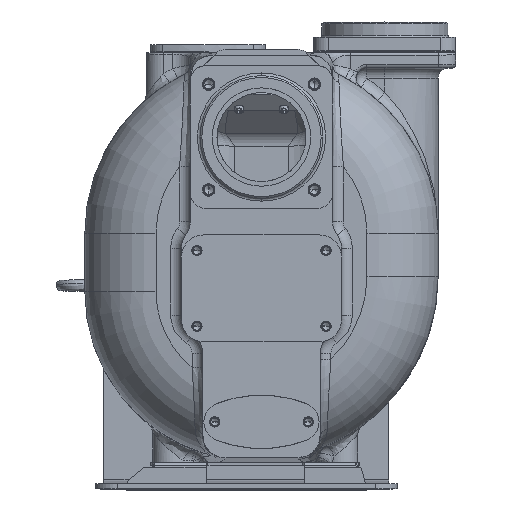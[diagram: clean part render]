
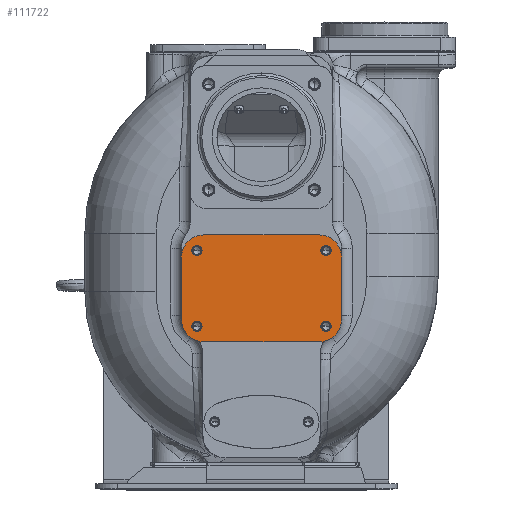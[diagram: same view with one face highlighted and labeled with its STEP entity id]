
A CAD part, top view. The second image highlights one B-rep face of the part: STEP entity #111722.
In plain terms, the highlighted planar face has unit normal (0, 0, 1).
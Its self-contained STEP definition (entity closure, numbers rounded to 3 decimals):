
#28363=CARTESIAN_POINT('',(82.,230.,205.));
#28364=DIRECTION('',(0.,0.,-1.));
#28365=DIRECTION('',(0.,1.,0.));
#28366=AXIS2_PLACEMENT_3D('',#28363,#28364,#28365);
#28368=DIRECTION('',(0.,-1.,0.));
#28369=VECTOR('',#28368,70.);
#28370=CARTESIAN_POINT('',(107.,230.,205.));
#28371=LINE('',#28370,#28369);
#28372=CARTESIAN_POINT('',(82.,160.,205.));
#28373=DIRECTION('',(0.,0.,-1.));
#28374=DIRECTION('',(1.,0.,0.));
#28375=AXIS2_PLACEMENT_3D('',#28372,#28373,#28374);
#28377=DIRECTION('',(-1.,0.,0.));
#28378=VECTOR('',#28377,130.);
#28379=CARTESIAN_POINT('',(82.,135.,205.));
#28380=LINE('',#28379,#28378);
#28381=CARTESIAN_POINT('',(-48.,160.,205.));
#28382=DIRECTION('',(0.,0.,-1.));
#28383=DIRECTION('',(0.,-1.,0.));
#28384=AXIS2_PLACEMENT_3D('',#28381,#28382,#28383);
#28386=DIRECTION('',(0.,1.,0.));
#28387=VECTOR('',#28386,70.);
#28388=CARTESIAN_POINT('',(-73.,160.,205.));
#28389=LINE('',#28388,#28387);
#28390=CARTESIAN_POINT('',(-48.,230.,205.));
#28391=DIRECTION('',(0.,0.,-1.));
#28392=DIRECTION('',(-1.,0.,0.));
#28393=AXIS2_PLACEMENT_3D('',#28390,#28391,#28392);
#28395=DIRECTION('',(1.,0.,0.));
#28396=VECTOR('',#28395,130.);
#28397=CARTESIAN_POINT('',(-48.,255.,205.));
#28398=LINE('',#28397,#28396);
#28399=CARTESIAN_POINT('',(-55.5,237.5,205.));
#28400=DIRECTION('',(0.,0.,1.));
#28401=DIRECTION('',(-1.,0.,0.));
#28402=AXIS2_PLACEMENT_3D('',#28399,#28400,#28401);
#28404=CARTESIAN_POINT('',(-55.5,237.5,205.));
#28405=DIRECTION('',(0.,0.,1.));
#28406=DIRECTION('',(1.,0.,0.));
#28407=AXIS2_PLACEMENT_3D('',#28404,#28405,#28406);
#28409=CARTESIAN_POINT('',(-55.5,152.5,205.));
#28410=DIRECTION('',(0.,0.,1.));
#28411=DIRECTION('',(-1.,0.,0.));
#28412=AXIS2_PLACEMENT_3D('',#28409,#28410,#28411);
#28414=CARTESIAN_POINT('',(-55.5,152.5,205.));
#28415=DIRECTION('',(0.,0.,1.));
#28416=DIRECTION('',(1.,0.,0.));
#28417=AXIS2_PLACEMENT_3D('',#28414,#28415,#28416);
#28419=CARTESIAN_POINT('',(89.5,237.5,205.));
#28420=DIRECTION('',(0.,0.,1.));
#28421=DIRECTION('',(-1.,0.,0.));
#28422=AXIS2_PLACEMENT_3D('',#28419,#28420,#28421);
#28424=CARTESIAN_POINT('',(89.5,237.5,205.));
#28425=DIRECTION('',(0.,0.,1.));
#28426=DIRECTION('',(1.,0.,0.));
#28427=AXIS2_PLACEMENT_3D('',#28424,#28425,#28426);
#28429=CARTESIAN_POINT('',(89.5,152.5,205.));
#28430=DIRECTION('',(0.,0.,1.));
#28431=DIRECTION('',(-1.,0.,0.));
#28432=AXIS2_PLACEMENT_3D('',#28429,#28430,#28431);
#28434=CARTESIAN_POINT('',(89.5,152.5,205.));
#28435=DIRECTION('',(0.,0.,1.));
#28436=DIRECTION('',(1.,0.,0.));
#28437=AXIS2_PLACEMENT_3D('',#28434,#28435,#28436);
#73704=CARTESIAN_POINT('',(-61.25,237.5,205.));
#73705=CARTESIAN_POINT('',(-49.75,237.5,205.));
#73706=VERTEX_POINT('',#73704);
#73707=VERTEX_POINT('',#73705);
#73708=CARTESIAN_POINT('',(-61.25,152.5,205.));
#73709=CARTESIAN_POINT('',(-49.75,152.5,205.));
#73710=VERTEX_POINT('',#73708);
#73711=VERTEX_POINT('',#73709);
#73712=CARTESIAN_POINT('',(83.75,237.5,205.));
#73713=CARTESIAN_POINT('',(95.25,237.5,205.));
#73714=VERTEX_POINT('',#73712);
#73715=VERTEX_POINT('',#73713);
#73716=CARTESIAN_POINT('',(83.75,152.5,205.));
#73717=CARTESIAN_POINT('',(95.25,152.5,205.));
#73718=VERTEX_POINT('',#73716);
#73719=VERTEX_POINT('',#73717);
#73720=CARTESIAN_POINT('',(82.,255.,205.));
#73721=CARTESIAN_POINT('',(107.,230.,205.));
#73722=VERTEX_POINT('',#73720);
#73723=VERTEX_POINT('',#73721);
#73724=CARTESIAN_POINT('',(107.,160.,205.));
#73725=VERTEX_POINT('',#73724);
#73726=CARTESIAN_POINT('',(82.,135.,205.));
#73727=VERTEX_POINT('',#73726);
#73728=CARTESIAN_POINT('',(-48.,135.,205.));
#73729=VERTEX_POINT('',#73728);
#73730=CARTESIAN_POINT('',(-73.,160.,205.));
#73731=VERTEX_POINT('',#73730);
#73732=CARTESIAN_POINT('',(-73.,230.,205.));
#73733=VERTEX_POINT('',#73732);
#73734=CARTESIAN_POINT('',(-48.,255.,205.));
#73735=VERTEX_POINT('',#73734);
#111683=CARTESIAN_POINT('',(17.,195.,205.));
#111684=DIRECTION('',(0.,0.,-1.));
#111685=DIRECTION('',(-1.,0.,0.));
#111686=AXIS2_PLACEMENT_3D('',#111683,#111684,#111685);
#111687=PLANE('',#111686);
#111688=ORIENTED_EDGE('',*,*,#111623,.T.);
#111689=ORIENTED_EDGE('',*,*,#111638,.T.);
#111690=ORIENTED_EDGE('',*,*,#111661,.T.);
#111691=ORIENTED_EDGE('',*,*,#111676,.T.);
#111692=ORIENTED_EDGE('',*,*,#111553,.T.);
#111693=ORIENTED_EDGE('',*,*,#111570,.T.);
#111694=ORIENTED_EDGE('',*,*,#111593,.T.);
#111695=ORIENTED_EDGE('',*,*,#111608,.T.);
#111696=EDGE_LOOP('',(#111688,#111689,#111690,#111691,#111692,#111693,#111694,
#111695));
#111697=FACE_OUTER_BOUND('',#111696,.F.);
#111699=ORIENTED_EDGE('',*,*,#111698,.T.);
#111701=ORIENTED_EDGE('',*,*,#111700,.T.);
#111702=EDGE_LOOP('',(#111699,#111701));
#111703=FACE_BOUND('',#111702,.F.);
#111705=ORIENTED_EDGE('',*,*,#111704,.T.);
#111707=ORIENTED_EDGE('',*,*,#111706,.T.);
#111708=EDGE_LOOP('',(#111705,#111707));
#111709=FACE_BOUND('',#111708,.F.);
#111711=ORIENTED_EDGE('',*,*,#111710,.T.);
#111713=ORIENTED_EDGE('',*,*,#111712,.T.);
#111714=EDGE_LOOP('',(#111711,#111713));
#111715=FACE_BOUND('',#111714,.F.);
#111717=ORIENTED_EDGE('',*,*,#111716,.T.);
#111719=ORIENTED_EDGE('',*,*,#111718,.T.);
#111720=EDGE_LOOP('',(#111717,#111719));
#111721=FACE_BOUND('',#111720,.F.);
#111722=ADVANCED_FACE('',(#111697,#111703,#111709,#111715,#111721),#111687,.F.);
#28367=CIRCLE('',#28366,25.);
#28376=CIRCLE('',#28375,25.);
#28385=CIRCLE('',#28384,25.);
#28394=CIRCLE('',#28393,25.);
#28403=CIRCLE('',#28402,5.75);
#28408=CIRCLE('',#28407,5.75);
#28413=CIRCLE('',#28412,5.75);
#28418=CIRCLE('',#28417,5.75);
#28423=CIRCLE('',#28422,5.75);
#28428=CIRCLE('',#28427,5.75);
#28433=CIRCLE('',#28432,5.75);
#28438=CIRCLE('',#28437,5.75);
#111553=EDGE_CURVE('',#73729,#73731,#28385,.T.);
#111570=EDGE_CURVE('',#73731,#73733,#28389,.T.);
#111593=EDGE_CURVE('',#73733,#73735,#28394,.T.);
#111608=EDGE_CURVE('',#73735,#73722,#28398,.T.);
#111623=EDGE_CURVE('',#73722,#73723,#28367,.T.);
#111638=EDGE_CURVE('',#73723,#73725,#28371,.T.);
#111661=EDGE_CURVE('',#73725,#73727,#28376,.T.);
#111676=EDGE_CURVE('',#73727,#73729,#28380,.T.);
#111698=EDGE_CURVE('',#73706,#73707,#28403,.T.);
#111700=EDGE_CURVE('',#73707,#73706,#28408,.T.);
#111704=EDGE_CURVE('',#73710,#73711,#28413,.T.);
#111706=EDGE_CURVE('',#73711,#73710,#28418,.T.);
#111710=EDGE_CURVE('',#73714,#73715,#28423,.T.);
#111712=EDGE_CURVE('',#73715,#73714,#28428,.T.);
#111716=EDGE_CURVE('',#73718,#73719,#28433,.T.);
#111718=EDGE_CURVE('',#73719,#73718,#28438,.T.);
